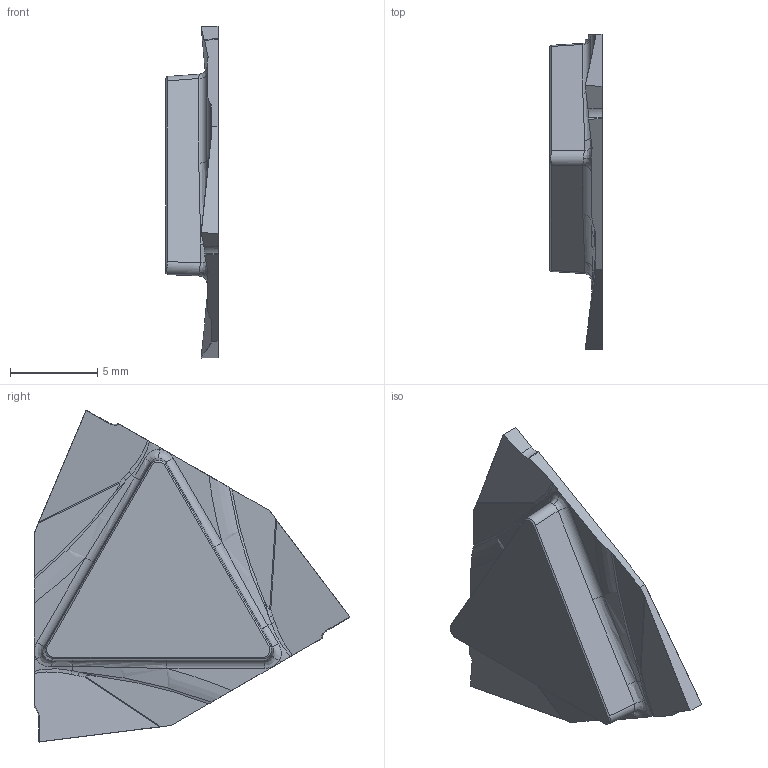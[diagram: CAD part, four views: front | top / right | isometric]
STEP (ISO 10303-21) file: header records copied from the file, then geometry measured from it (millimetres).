
FILE_DESCRIPTION(/* description */ (''),/* implementation_level */ '2;1');
FILE_NAME(/* name */ 'aaa320995_a.stp',/* time_stamp */ '2018-07-04T15:45:45+02:00',/* author */ (''),/* organization */ ('SMS'),/* preprocessor_version */ 'ST-DEVELOPER v15',/* originating_system */ 'SIEMENS PLM Software NX 8.5',/* authorisation */ '');
FILE_SCHEMA (('AUTOMOTIVE_DESIGN { 1 0 10303 214 3 1 1 1 }'));
Length unit declared in the file: millimetre
Products named in the file (1): AAA320995_A
Bounding box: 3 x 18.06 x 19 mm (x, y, z)
Volume: 324.4 mm3; surface area: 557.9 mm2
Topology: 1 solids, 1 shells, 86 faces, 220 edges, 138 vertices
Faces by surface type: bspline 30, plane 29, cylinder 21, torus 3, cone 3
Entity records: 3142 total; most frequent: CARTESIAN_POINT 1230, ORIENTED_EDGE 438, DIRECTION 325, EDGE_CURVE 219, VERTEX_POINT 135, AXIS2_PLACEMENT_3D 122, ADVANCED_FACE 86, FACE_OUTER_BOUND 86
